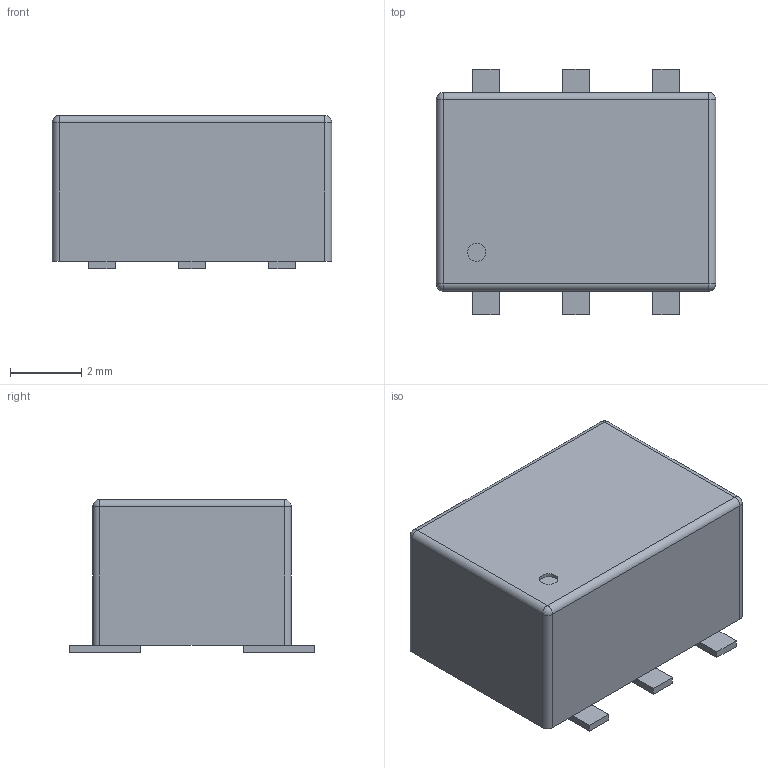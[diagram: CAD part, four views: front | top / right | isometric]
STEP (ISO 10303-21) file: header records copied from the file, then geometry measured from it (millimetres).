
FILE_DESCRIPTION(('FreeCAD Model'),'2;1');
FILE_NAME('Open CASCADE Shape Model','2022-12-27T21:11:41',('Author'),( ''),'Open CASCADE STEP processor 7.6','FreeCAD','Unknown');
FILE_SCHEMA(('AUTOMOTIVE_DESIGN_CC2 { 1 2 10303 214 -1 1 5 4 }'));
Length unit declared in the file: millimetre
Products named in the file (4): Part; Body; Array; Pad001
Assembly tree (8 placements, depth 3):
  Part
    Body
    Array
      Pad001  x6
Bounding box: 7.87 x 6.91 x 4.31 mm (x, y, z)
Volume: 182.2 mm3; surface area: 219.9 mm2
Topology: 7 solids, 7 shells, 56 faces, 115 edges, 70 vertices
Faces by surface type: plane 43, cylinder 9, sphere 4
Full cylindrical faces by diameter (mm): 0.513 x1
Entity records: 778 total; most frequent: DIRECTION 139, CARTESIAN_POINT 116, ORIENTED_EDGE 102, AXIS2_PLACEMENT_3D 53, EDGE_CURVE 51, LINE 33, VECTOR 33, VERTEX_POINT 30
